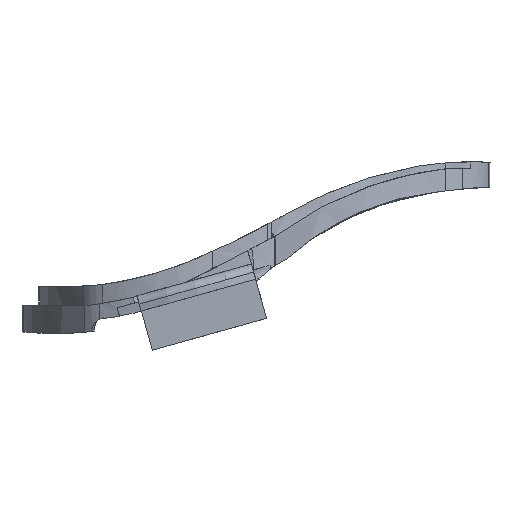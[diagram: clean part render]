
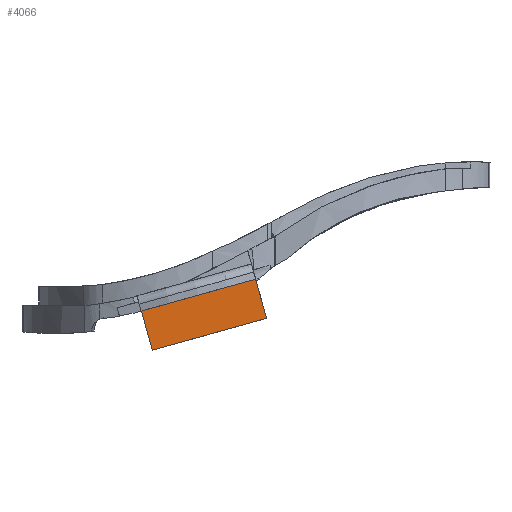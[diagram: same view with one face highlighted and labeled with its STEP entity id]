
A CAD part, left-side view. The second image highlights one B-rep face of the part: STEP entity #4066.
In plain terms, the highlighted planar face has unit normal (-1, 0, 0).
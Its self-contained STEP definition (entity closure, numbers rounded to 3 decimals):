
#67=PLANE('',#4424);
#325=FACE_OUTER_BOUND('',#560,.T.);
#560=EDGE_LOOP('',(#3047,#3048,#3049,#3050));
#949=LINE('',#6736,#1211);
#957=LINE('',#6779,#1219);
#959=LINE('',#6784,#1221);
#978=LINE('',#6962,#1240);
#1211=VECTOR('',#5078,10.);
#1219=VECTOR('',#5108,10.);
#1221=VECTOR('',#5114,10.);
#1240=VECTOR('',#5225,10.);
#1660=VERTEX_POINT('',#6733);
#1661=VERTEX_POINT('',#6735);
#1671=VERTEX_POINT('',#6776);
#1672=VERTEX_POINT('',#6778);
#2135=EDGE_CURVE('',#1661,#1660,#949,.T.);
#2152=EDGE_CURVE('',#1672,#1671,#957,.T.);
#2155=EDGE_CURVE('',#1672,#1660,#959,.T.);
#2205=EDGE_CURVE('',#1661,#1671,#978,.T.);
#3047=ORIENTED_EDGE('',*,*,#2205,.F.);
#3048=ORIENTED_EDGE('',*,*,#2135,.T.);
#3049=ORIENTED_EDGE('',*,*,#2155,.F.);
#3050=ORIENTED_EDGE('',*,*,#2152,.T.);
#4066=ADVANCED_FACE('',(#325),#67,.T.);
#4424=AXIS2_PLACEMENT_3D('',#6961,#5223,#5224);
#5078=DIRECTION('',(0.,0.963,-0.269));
#5108=DIRECTION('',(0.,-0.963,0.269));
#5114=DIRECTION('',(0.,0.269,0.963));
#5223=DIRECTION('center_axis',(-1.,0.,0.));
#5224=DIRECTION('ref_axis',(0.,-0.963,0.269));
#5225=DIRECTION('',(0.,-0.269,-0.963));
#6733=CARTESIAN_POINT('',(-18.809,6.471,0.997));
#6735=CARTESIAN_POINT('',(-18.809,2.156,2.201));
#6736=CARTESIAN_POINT('',(-18.809,7.214,0.789));
#6776=CARTESIAN_POINT('',(-18.809,1.744,0.722));
#6778=CARTESIAN_POINT('',(-18.809,6.058,-0.482));
#6779=CARTESIAN_POINT('',(-18.809,5.346,-0.283));
#6784=CARTESIAN_POINT('',(-18.809,6.471,0.997));
#6961=CARTESIAN_POINT('Origin',(-18.809,10.002,0.011));
#6962=CARTESIAN_POINT('',(-18.809,2.156,2.201));
